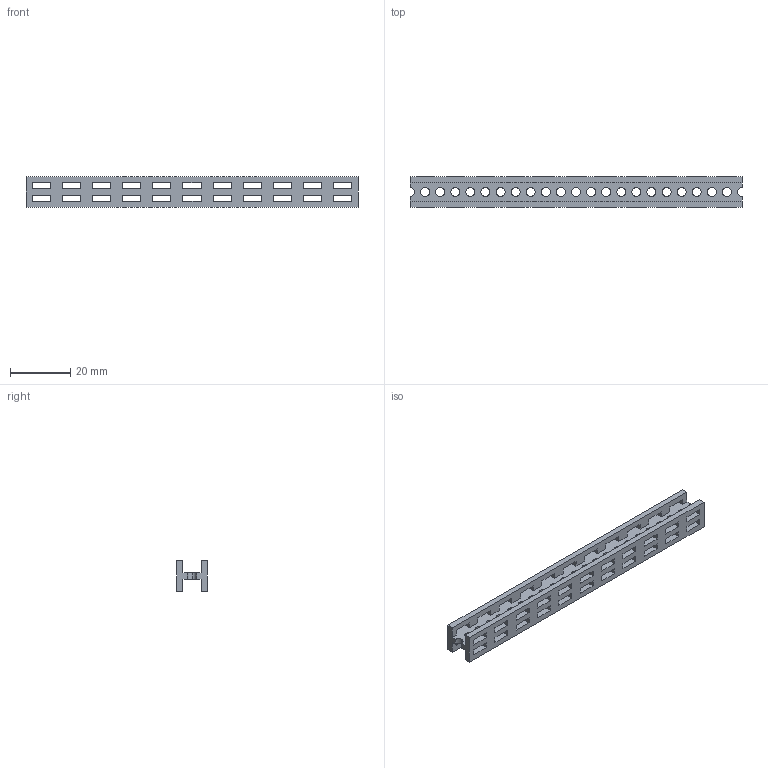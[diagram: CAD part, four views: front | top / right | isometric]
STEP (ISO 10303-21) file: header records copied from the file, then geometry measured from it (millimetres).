
FILE_DESCRIPTION (( 'STEP AP203' ), '1' );
FILE_NAME ('Beam 110.STEP', '2017-02-03T08:46:30', ( '' ), ( '' ), 'SwSTEP 2.0', 'SolidWorks 2015', '' );
FILE_SCHEMA (( 'CONFIG_CONTROL_DESIGN' ));
Length unit declared in the file: millimetre
Products named in the file (1): Beam 110
Bounding box: 110 x 10 x 10 mm (x, y, z)
Volume: 4353 mm3; surface area: 6707.7 mm2
Topology: 1 solids, 1 shells, 193 faces, 705 edges, 470 vertices
Faces by surface type: plane 148, cylinder 45
Entity records: 7766 total; most frequent: ORIENTED_EDGE 1410, CARTESIAN_POINT 1369, DIRECTION 1183, EDGE_CURVE 705, LINE 615, VECTOR 615, VERTEX_POINT 470, AXIS2_PLACEMENT_3D 284
